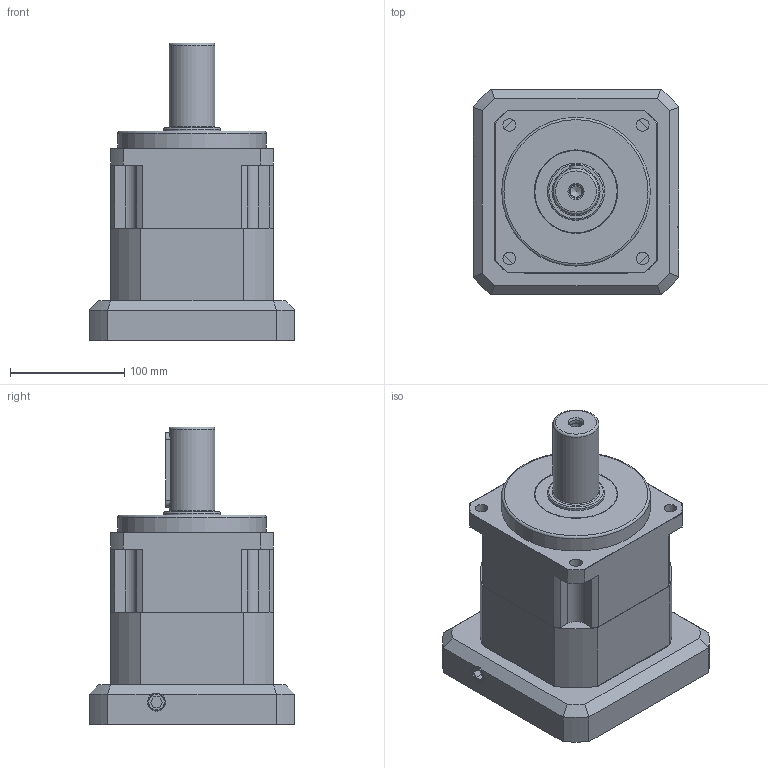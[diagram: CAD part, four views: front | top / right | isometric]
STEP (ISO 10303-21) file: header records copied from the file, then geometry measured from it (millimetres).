
FILE_DESCRIPTION((''),'2;1');
FILE_NAME('PGX142-H-1.stp','2021-06-03T15:36:24',('young'),(''),'Autodesk Inventor 2012','Autodesk Inventor 2012','');
FILE_SCHEMA(('AUTOMOTIVE_DESIGN { 1 0 10303 214 1 1 1 1 }'));
Length unit declared in the file: millimetre
Products named in the file (1): PGX142-H-1
Bounding box: 180 x 180 x 260.5 mm (x, y, z)
Volume: 2805849.2 mm3; surface area: 400109.2 mm2
Topology: 16 solids, 16 shells, 539 faces, 1337 edges, 866 vertices
Faces by surface type: plane 266, cylinder 173, cone 71, torus 20, bspline 9
Full cylindrical faces by diameter (mm): 4.2 x4, 6.8 x4, 7 x1, 8.5 x4, 8.6 x1, 10 x5, 10.2 x5, 10.5 x4, 11 x5, 12 x1, 14 x4, 14.5 x4, 16 x5, 22 x1, 38.5 x1, 40 x1, 42 x1, 42.5 x1, 43 x1, 44.9 x2, 48.5 x1, 49.8 x2, 50 x2, 62 x1, 72 x4, 108 x1, 114.3 x1, 120 x2, 130 x1
Entity records: 16144 total; most frequent: CARTESIAN_POINT 3806, DIRECTION 2549, ORIENTED_EDGE 2358, EDGE_CURVE 1179, AXIS2_PLACEMENT_3D 972, VERTEX_POINT 835, EDGE_LOOP 746, VECTOR 605
